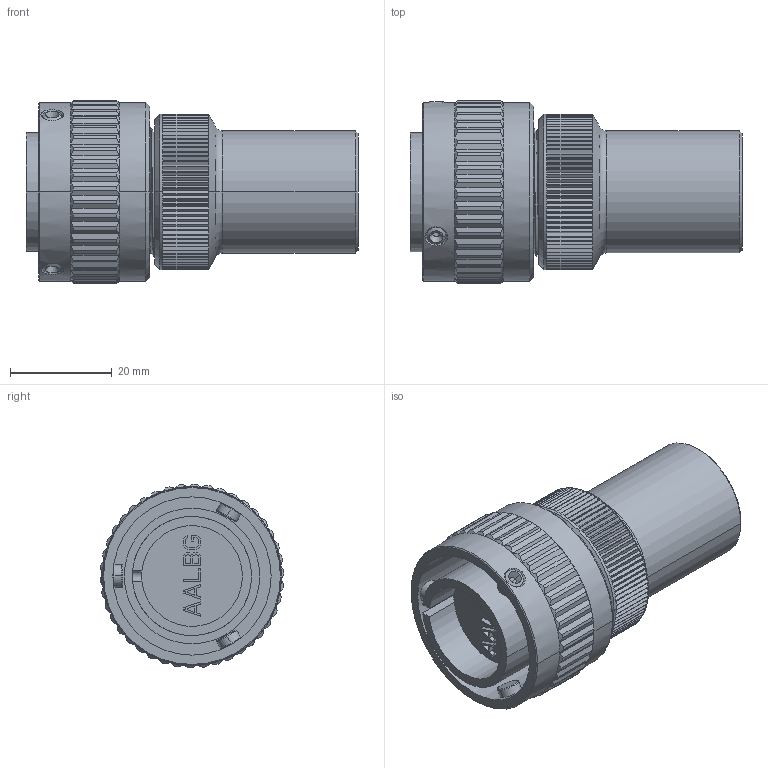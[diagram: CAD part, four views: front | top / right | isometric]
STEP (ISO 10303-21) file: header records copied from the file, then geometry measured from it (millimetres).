
FILE_DESCRIPTION((''),'2;1');
FILE_NAME('VG95234_3106-18_SW0001','2023-03-22T10:38:00',('paultorloting'),('NET AG system integration'),'CREO PARAMETRIC BY PTC INC, 2021404','CREO PARAMETRIC BY PTC INC, 2021404','');
FILE_SCHEMA(('AUTOMOTIVE_DESIGN { 1 0 10303 214 1 1 1 1 }'));
Length unit declared in the file: millimetre
Products named in the file (1): VG95234_3106-18_SW0001
Bounding box: 65.3 x 36.16 x 36.17 mm (x, y, z)
Volume: 34745.8 mm3; surface area: 13446.1 mm2
Topology: 1 solids, 1 shells, 942 faces, 2325 edges, 1411 vertices
Faces by surface type: plane 703, cone 134, cylinder 87, bspline 10, torus 8
Entity records: 36876 total; most frequent: CARTESIAN_POINT 9978, ORIENTED_EDGE 4638, DIRECTION 4539, EDGE_CURVE 2319, VECTOR 1530, LINE 1530, AXIS2_PLACEMENT_3D 1503, VERTEX_POINT 1411
